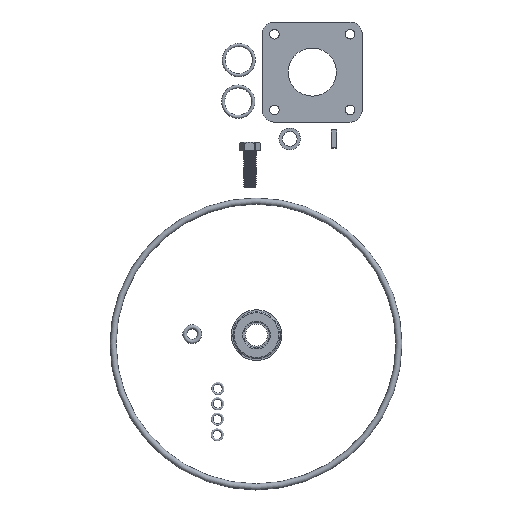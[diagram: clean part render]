
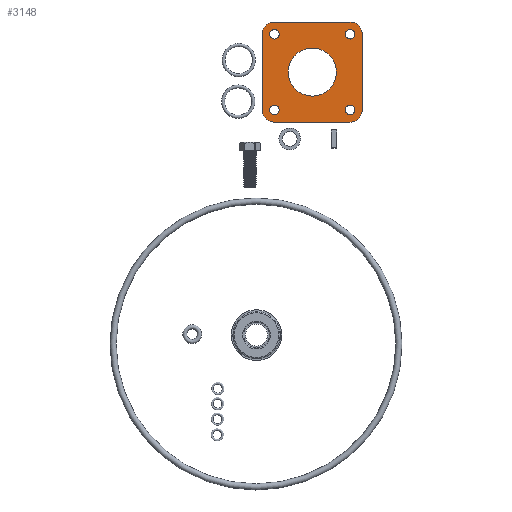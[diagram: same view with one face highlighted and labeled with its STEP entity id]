
A CAD part, left-side view. The second image highlights one B-rep face of the part: STEP entity #3148.
In plain terms, the highlighted face is planar.
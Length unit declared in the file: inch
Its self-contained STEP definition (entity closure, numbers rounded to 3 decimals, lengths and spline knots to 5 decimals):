
#370=FACE_BOUND('',#769,.T.);
#371=FACE_BOUND('',#770,.T.);
#372=FACE_BOUND('',#771,.T.);
#373=FACE_BOUND('',#772,.T.);
#374=FACE_BOUND('',#773,.T.);
#474=PLANE('',#3712);
#608=FACE_OUTER_BOUND('',#768,.T.);
#768=EDGE_LOOP('',(#2740,#2741,#2742,#2743,#2744,#2745,#2746,#2747));
#769=EDGE_LOOP('',(#2748));
#770=EDGE_LOOP('',(#2749));
#771=EDGE_LOOP('',(#2750));
#772=EDGE_LOOP('',(#2751));
#773=EDGE_LOOP('',(#2752));
#954=LINE('',#6814,#1106);
#958=LINE('',#6826,#1110);
#962=LINE('',#6838,#1114);
#966=LINE('',#6849,#1118);
#1106=VECTOR('',#4456,0.3937);
#1110=VECTOR('',#4468,0.3937);
#1114=VECTOR('',#4480,0.3937);
#1118=VECTOR('',#4492,0.3937);
#1232=CIRCLE('',#3683,0.815);
#1234=CIRCLE('',#3686,0.1615);
#1236=CIRCLE('',#3689,0.1615);
#1238=CIRCLE('',#3692,0.1615);
#1240=CIRCLE('',#3695,0.1615);
#1241=CIRCLE('',#3697,0.42);
#1243=CIRCLE('',#3701,0.42);
#1245=CIRCLE('',#3705,0.42);
#1247=CIRCLE('',#3709,0.42);
#1548=VERTEX_POINT('',#6776);
#1550=VERTEX_POINT('',#6782);
#1552=VERTEX_POINT('',#6788);
#1554=VERTEX_POINT('',#6794);
#1556=VERTEX_POINT('',#6800);
#1557=VERTEX_POINT('',#6804);
#1558=VERTEX_POINT('',#6805);
#1561=VERTEX_POINT('',#6813);
#1563=VERTEX_POINT('',#6819);
#1565=VERTEX_POINT('',#6825);
#1567=VERTEX_POINT('',#6831);
#1569=VERTEX_POINT('',#6837);
#1571=VERTEX_POINT('',#6843);
#1950=EDGE_CURVE('',#1548,#1548,#1232,.T.);
#1953=EDGE_CURVE('',#1550,#1550,#1234,.T.);
#1956=EDGE_CURVE('',#1552,#1552,#1236,.T.);
#1959=EDGE_CURVE('',#1554,#1554,#1238,.T.);
#1962=EDGE_CURVE('',#1556,#1556,#1240,.T.);
#1963=EDGE_CURVE('',#1557,#1558,#1241,.T.);
#1967=EDGE_CURVE('',#1558,#1561,#954,.T.);
#1970=EDGE_CURVE('',#1561,#1563,#1243,.T.);
#1973=EDGE_CURVE('',#1563,#1565,#958,.T.);
#1976=EDGE_CURVE('',#1565,#1567,#1245,.T.);
#1979=EDGE_CURVE('',#1567,#1569,#962,.T.);
#1982=EDGE_CURVE('',#1569,#1571,#1247,.T.);
#1985=EDGE_CURVE('',#1571,#1557,#966,.T.);
#2740=ORIENTED_EDGE('',*,*,#1963,.F.);
#2741=ORIENTED_EDGE('',*,*,#1985,.F.);
#2742=ORIENTED_EDGE('',*,*,#1982,.F.);
#2743=ORIENTED_EDGE('',*,*,#1979,.F.);
#2744=ORIENTED_EDGE('',*,*,#1976,.F.);
#2745=ORIENTED_EDGE('',*,*,#1973,.F.);
#2746=ORIENTED_EDGE('',*,*,#1970,.F.);
#2747=ORIENTED_EDGE('',*,*,#1967,.F.);
#2748=ORIENTED_EDGE('',*,*,#1950,.T.);
#2749=ORIENTED_EDGE('',*,*,#1953,.T.);
#2750=ORIENTED_EDGE('',*,*,#1956,.T.);
#2751=ORIENTED_EDGE('',*,*,#1959,.T.);
#2752=ORIENTED_EDGE('',*,*,#1962,.T.);
#3148=ADVANCED_FACE('',(#608,#370,#371,#372,#373,#374),#474,.T.);
#3683=AXIS2_PLACEMENT_3D('',#6778,#4416,#4417);
#3686=AXIS2_PLACEMENT_3D('',#6784,#4423,#4424);
#3689=AXIS2_PLACEMENT_3D('',#6790,#4430,#4431);
#3692=AXIS2_PLACEMENT_3D('',#6796,#4437,#4438);
#3695=AXIS2_PLACEMENT_3D('',#6802,#4444,#4445);
#3697=AXIS2_PLACEMENT_3D('',#6806,#4448,#4449);
#3701=AXIS2_PLACEMENT_3D('',#6820,#4461,#4462);
#3705=AXIS2_PLACEMENT_3D('',#6832,#4473,#4474);
#3709=AXIS2_PLACEMENT_3D('',#6844,#4485,#4486);
#3712=AXIS2_PLACEMENT_3D('',#6851,#4494,#4495);
#4416=DIRECTION('center_axis',(0.,0.,-1.));
#4417=DIRECTION('ref_axis',(-1.,0.,0.));
#4423=DIRECTION('center_axis',(0.,0.,-1.));
#4424=DIRECTION('ref_axis',(-1.,0.,0.));
#4430=DIRECTION('center_axis',(0.,0.,-1.));
#4431=DIRECTION('ref_axis',(-1.,0.,0.));
#4437=DIRECTION('center_axis',(0.,0.,-1.));
#4438=DIRECTION('ref_axis',(-1.,0.,0.));
#4444=DIRECTION('center_axis',(0.,0.,-1.));
#4445=DIRECTION('ref_axis',(-1.,0.,0.));
#4448=DIRECTION('center_axis',(0.,0.,-1.));
#4449=DIRECTION('ref_axis',(-1.,0.,0.));
#4456=DIRECTION('',(0.,-1.,0.));
#4461=DIRECTION('center_axis',(0.,0.,-1.));
#4462=DIRECTION('ref_axis',(0.,1.,0.));
#4468=DIRECTION('',(-1.,0.,0.));
#4473=DIRECTION('center_axis',(0.,0.,-1.));
#4474=DIRECTION('ref_axis',(1.,0.,0.));
#4480=DIRECTION('',(0.,1.,0.));
#4485=DIRECTION('center_axis',(0.,0.,-1.));
#4486=DIRECTION('ref_axis',(0.,-1.,0.));
#4492=DIRECTION('',(1.,0.,0.));
#4494=DIRECTION('center_axis',(0.,0.,1.));
#4495=DIRECTION('ref_axis',(1.,0.,0.));
#6776=CARTESIAN_POINT('',(0.815,0.,0.03125));
#6778=CARTESIAN_POINT('Origin',(0.,0.,0.03125));
#6782=CARTESIAN_POINT('',(-1.12013,-1.28163,0.03125));
#6784=CARTESIAN_POINT('Origin',(-1.28163,-1.28163,0.03125));
#6788=CARTESIAN_POINT('',(1.44313,-1.28163,0.03125));
#6790=CARTESIAN_POINT('Origin',(1.28163,-1.28163,0.03125));
#6794=CARTESIAN_POINT('',(1.44313,1.28163,0.03125));
#6796=CARTESIAN_POINT('Origin',(1.28163,1.28163,0.03125));
#6800=CARTESIAN_POINT('',(-1.12013,1.28163,0.03125));
#6802=CARTESIAN_POINT('Origin',(-1.28163,1.28163,0.03125));
#6804=CARTESIAN_POINT('',(1.2765,1.6965,0.03125));
#6805=CARTESIAN_POINT('',(1.6965,1.2765,0.03125));
#6806=CARTESIAN_POINT('Origin',(1.2765,1.2765,0.03125));
#6813=CARTESIAN_POINT('',(1.6965,-1.2765,0.03125));
#6814=CARTESIAN_POINT('',(1.6965,1.2765,0.03125));
#6819=CARTESIAN_POINT('',(1.2765,-1.6965,0.03125));
#6820=CARTESIAN_POINT('Origin',(1.2765,-1.2765,0.03125));
#6825=CARTESIAN_POINT('',(-1.2765,-1.6965,0.03125));
#6826=CARTESIAN_POINT('',(1.2765,-1.6965,0.03125));
#6831=CARTESIAN_POINT('',(-1.6965,-1.2765,0.03125));
#6832=CARTESIAN_POINT('Origin',(-1.2765,-1.2765,0.03125));
#6837=CARTESIAN_POINT('',(-1.6965,1.2765,0.03125));
#6838=CARTESIAN_POINT('',(-1.6965,-1.2765,0.03125));
#6843=CARTESIAN_POINT('',(-1.2765,1.6965,0.03125));
#6844=CARTESIAN_POINT('Origin',(-1.2765,1.2765,0.03125));
#6849=CARTESIAN_POINT('',(-1.2765,1.6965,0.03125));
#6851=CARTESIAN_POINT('Origin',(0.,0.,
0.03125));
